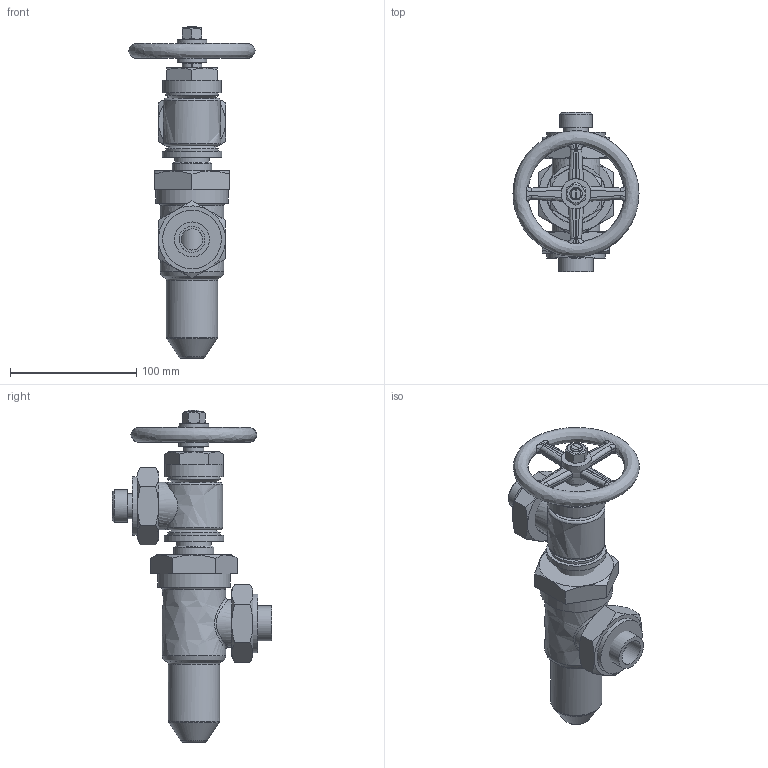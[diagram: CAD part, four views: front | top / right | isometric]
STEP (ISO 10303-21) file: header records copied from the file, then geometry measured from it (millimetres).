
FILE_DESCRIPTION(('FreeCAD Model'),'2;1');
FILE_NAME('Open CASCADE Shape Model','2025-05-07T16:54:15',('FreeCAD'),( 'FreeCAD'),'Open CASCADE STEP processor 7.6','FreeCAD','Unknown');
FILE_SCHEMA(('AUTOMOTIVE_DESIGN { 1 0 10303 214 1 1 1 1 }'));
Length unit declared in the file: millimetre
Products named in the file (1): Open CASCADE STEP translator 7.6 1
Bounding box: 99.85 x 126.22 x 263 mm (x, y, z)
Volume: 461236 mm3; surface area: 150313.8 mm2
Topology: 12 solids, 12 shells, 317 faces, 778 edges, 489 vertices
Faces by surface type: bspline 317
Entity records: 12181 total; most frequent: CARTESIAN_POINT 7696, ORIENTED_EDGE 1538, EDGE_CURVE 769, VERTEX_POINT 489, FACE_BOUND 396, EDGE_LOOP 396, B_SPLINE_CURVE_WITH_KNOTS 386, ADVANCED_FACE 317
